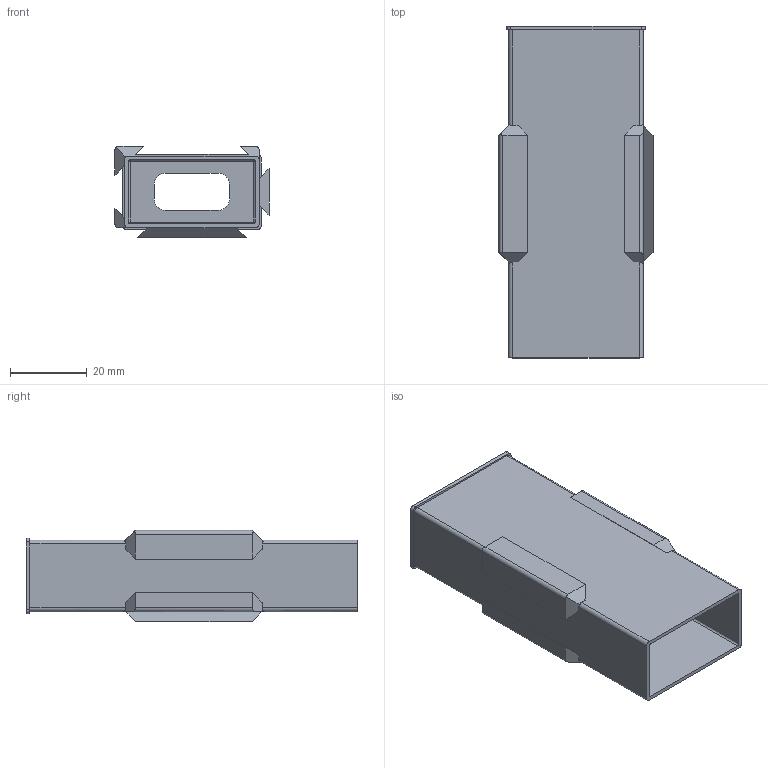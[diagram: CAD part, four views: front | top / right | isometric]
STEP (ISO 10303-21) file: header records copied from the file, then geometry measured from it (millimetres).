
FILE_DESCRIPTION(/* description */ (''),/* implementation_level */ '2;1');
FILE_NAME(/* name */ 'Storage Bin Body.step',/* time_stamp */ '2026-01-16T10:23:45+01:00',/* author */ (''),/* organization */ (''),/* preprocessor_version */ 'ST-DEVELOPER v20.1',/* originating_system */ 'Autodesk Translation Framework v14.21.0.0',/* authorisation */ '');
FILE_SCHEMA (('AUTOMOTIVE_DESIGN { 1 0 10303 214 3 1 1 }'));
Length unit declared in the file: millimetre
Products named in the file (1): FusionComponent
Bounding box: 40.15 x 86.5 x 23.75 mm (x, y, z)
Volume: 14102.6 mm3; surface area: 20704.4 mm2
Topology: 1 solids, 1 shells, 76 faces, 198 edges, 128 vertices
Faces by surface type: plane 46, cylinder 26, sphere 4
Entity records: 2359 total; most frequent: DIRECTION 408, CARTESIAN_POINT 403, ORIENTED_EDGE 396, EDGE_CURVE 198, LINE 142, VECTOR 142, AXIS2_PLACEMENT_3D 133, VERTEX_POINT 128
